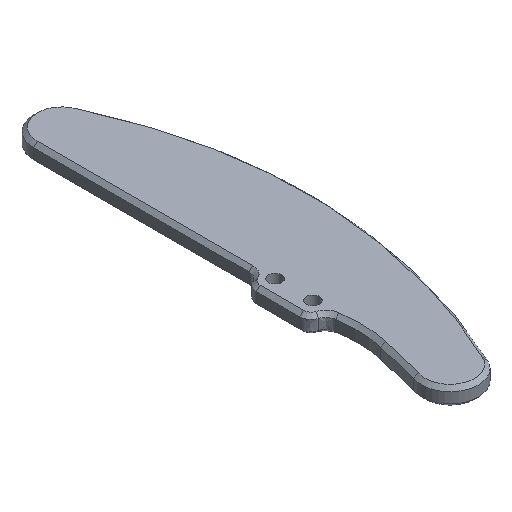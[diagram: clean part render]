
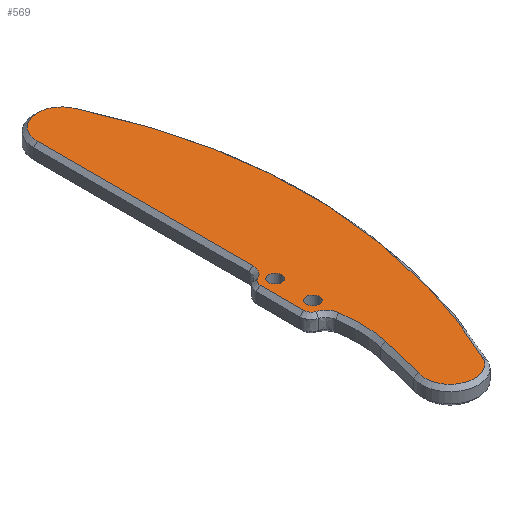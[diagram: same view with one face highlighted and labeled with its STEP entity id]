
A CAD part, isometric view. The second image highlights one B-rep face of the part: STEP entity #569.
In plain terms, the highlighted planar face has unit normal (0, 0, 1).
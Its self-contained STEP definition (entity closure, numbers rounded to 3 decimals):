
#15=FACE_BOUND('',#179,.T.);
#16=FACE_BOUND('',#180,.T.);
#31=PLANE('',#627);
#40=LINE('',#903,#78);
#45=LINE('',#921,#83);
#50=LINE('',#1065,#88);
#78=VECTOR('',#666,10.);
#83=VECTOR('',#685,10.);
#88=VECTOR('',#692,10.);
#141=FACE_OUTER_BOUND('',#178,.T.);
#178=EDGE_LOOP('',(#446,#447,#448,#449,#450,#451,#452,#453,#454,#455,#456));
#179=EDGE_LOOP('',(#457));
#180=EDGE_LOOP('',(#458));
#202=CIRCLE('',#604,6.5);
#205=CIRCLE('',#608,6.5);
#207=CIRCLE('',#612,4.);
#209=CIRCLE('',#615,2.);
#214=CIRCLE('',#628,1.75);
#215=CIRCLE('',#629,1.75);
#226=B_SPLINE_CURVE_WITH_KNOTS('',3,(#879,#880,#881,#882,#883,#884,#885,
#886,#887,#888,#889,#890,#891,#892),.UNSPECIFIED.,.F.,.F.,(4,1,1,1,1,1,
1,1,1,1,1,4),(-1.,-0.964,-0.929,-0.857,
-0.714,-0.571,-0.429,-0.286,
-0.143,-0.071,-0.036,0.),
 .UNSPECIFIED.);
#228=B_SPLINE_CURVE_WITH_KNOTS('',3,(#966,#967,#968,#969,#970,#971,#972,
#973),.UNSPECIFIED.,.F.,.F.,(4,2,2,4),(0.,0.117,0.234,
0.379),.UNSPECIFIED.);
#230=B_SPLINE_CURVE_WITH_KNOTS('',3,(#1002,#1003,#1004,#1005,#1006),
 .UNSPECIFIED.,.F.,.F.,(4,1,4),(0.,0.194,0.339),
 .UNSPECIFIED.);
#231=B_SPLINE_CURVE_WITH_KNOTS('',3,(#1046,#1047,#1048,#1049,#1050,#1051,
#1052,#1053,#1054),.UNSPECIFIED.,.F.,.F.,(4,1,1,1,1,1,4),(0.,
0.676,0.761,0.803,0.845,
1.014,1.183),.UNSPECIFIED.);
#248=VERTEX_POINT('',#781);
#249=VERTEX_POINT('',#792);
#252=VERTEX_POINT('',#871);
#254=VERTEX_POINT('',#896);
#256=VERTEX_POINT('',#901);
#258=VERTEX_POINT('',#908);
#260=VERTEX_POINT('',#914);
#262=VERTEX_POINT('',#919);
#264=VERTEX_POINT('',#964);
#266=VERTEX_POINT('',#1000);
#268=VERTEX_POINT('',#1044);
#276=VERTEX_POINT('',#1136);
#277=VERTEX_POINT('',#1138);
#296=EDGE_CURVE('',#248,#249,#202,.T.);
#301=EDGE_CURVE('',#252,#248,#226,.T.);
#304=EDGE_CURVE('',#254,#252,#205,.T.);
#306=EDGE_CURVE('',#256,#254,#40,.T.);
#310=EDGE_CURVE('',#258,#256,#207,.T.);
#313=EDGE_CURVE('',#260,#258,#209,.T.);
#315=EDGE_CURVE('',#262,#260,#45,.T.);
#319=EDGE_CURVE('',#264,#262,#228,.T.);
#322=EDGE_CURVE('',#266,#264,#230,.T.);
#324=EDGE_CURVE('',#268,#266,#231,.T.);
#326=EDGE_CURVE('',#249,#268,#50,.T.);
#341=EDGE_CURVE('',#276,#276,#214,.T.);
#342=EDGE_CURVE('',#277,#277,#215,.T.);
#446=ORIENTED_EDGE('',*,*,#296,.F.);
#447=ORIENTED_EDGE('',*,*,#301,.F.);
#448=ORIENTED_EDGE('',*,*,#304,.F.);
#449=ORIENTED_EDGE('',*,*,#306,.F.);
#450=ORIENTED_EDGE('',*,*,#310,.F.);
#451=ORIENTED_EDGE('',*,*,#313,.F.);
#452=ORIENTED_EDGE('',*,*,#315,.F.);
#453=ORIENTED_EDGE('',*,*,#319,.F.);
#454=ORIENTED_EDGE('',*,*,#322,.F.);
#455=ORIENTED_EDGE('',*,*,#324,.F.);
#456=ORIENTED_EDGE('',*,*,#326,.F.);
#457=ORIENTED_EDGE('',*,*,#341,.T.);
#458=ORIENTED_EDGE('',*,*,#342,.T.);
#569=ADVANCED_FACE('',(#141,#15,#16),#31,.T.);
#604=AXIS2_PLACEMENT_3D('',#793,#652,#653);
#608=AXIS2_PLACEMENT_3D('',#898,#661,#662);
#612=AXIS2_PLACEMENT_3D('',#910,#673,#674);
#615=AXIS2_PLACEMENT_3D('',#916,#680,#681);
#627=AXIS2_PLACEMENT_3D('',#1135,#720,#721);
#628=AXIS2_PLACEMENT_3D('',#1137,#722,#723);
#629=AXIS2_PLACEMENT_3D('',#1139,#724,#725);
#652=DIRECTION('center_axis',(0.,0.,
-1.));
#653=DIRECTION('ref_axis',(-1.,0.,0.));
#661=DIRECTION('center_axis',(0.,0.,
-1.));
#662=DIRECTION('ref_axis',(-1.,0.,0.));
#666=DIRECTION('',(0.,1.,0.));
#673=DIRECTION('center_axis',(0.,0.,
1.));
#674=DIRECTION('ref_axis',(0.707,-0.707,0.));
#680=DIRECTION('center_axis',(0.,0.,
-1.));
#681=DIRECTION('ref_axis',(-1.,0.,0.));
#685=DIRECTION('',(0.,1.,0.));
#692=DIRECTION('',(0.233,0.973,0.));
#720=DIRECTION('center_axis',(0.,0.,
1.));
#721=DIRECTION('ref_axis',(1.,0.,0.));
#722=DIRECTION('center_axis',(0.,0.,
-1.));
#723=DIRECTION('ref_axis',(-1.,0.,0.));
#724=DIRECTION('center_axis',(0.,0.,
-1.));
#725=DIRECTION('ref_axis',(-1.,0.,0.));
#781=CARTESIAN_POINT('',(119.339,-27.605,-29.778));
#792=CARTESIAN_POINT('',(107.345,-22.607,-29.778));
#793=CARTESIAN_POINT('Origin',(113.417,-24.926,-29.778));
#871=CARTESIAN_POINT('',(122.396,83.602,-29.778));
#879=CARTESIAN_POINT('Ctrl Pts',(122.396,83.602,-29.778));
#880=CARTESIAN_POINT('Ctrl Pts',(123.003,82.288,-29.778));
#881=CARTESIAN_POINT('Ctrl Pts',(124.158,79.678,-29.778));
#882=CARTESIAN_POINT('Ctrl Pts',(126.293,74.396,-29.778));
#883=CARTESIAN_POINT('Ctrl Pts',(129.539,65.056,-29.778));
#884=CARTESIAN_POINT('Ctrl Pts',(132.751,51.393,-29.778));
#885=CARTESIAN_POINT('Ctrl Pts',(134.141,34.575,-29.778));
#886=CARTESIAN_POINT('Ctrl Pts',(133.037,17.65,-29.778));
#887=CARTESIAN_POINT('Ctrl Pts',(129.947,1.423,-29.778));
#888=CARTESIAN_POINT('Ctrl Pts',(126.13,-11.204,-29.778));
#889=CARTESIAN_POINT('Ctrl Pts',(122.911,-19.559,-29.778));
#890=CARTESIAN_POINT('Ctrl Pts',(120.919,-24.202,-29.778));
#891=CARTESIAN_POINT('Ctrl Pts',(119.878,-26.471,-29.778));
#892=CARTESIAN_POINT('Ctrl Pts',(119.339,-27.605,-29.778));
#896=CARTESIAN_POINT('',(109.969,80.933,-29.778));
#898=CARTESIAN_POINT('Origin',(116.469,80.933,-29.778));
#901=CARTESIAN_POINT('',(109.969,23.864,-29.778));
#903=CARTESIAN_POINT('',(109.969,16.624,-29.778));
#908=CARTESIAN_POINT('',(107.592,20.208,-29.778));
#910=CARTESIAN_POINT('Origin',(105.969,23.864,-29.778));
#914=CARTESIAN_POINT('',(106.404,18.38,-29.778));
#916=CARTESIAN_POINT('Origin',(108.404,18.38,-29.778));
#919=CARTESIAN_POINT('',(106.404,6.851,-29.778));
#921=CARTESIAN_POINT('',(106.404,8.261,-29.778));
#964=CARTESIAN_POINT('',(107.793,4.947,-29.778));
#966=CARTESIAN_POINT('Ctrl Pts',(107.793,4.947,-29.778));
#967=CARTESIAN_POINT('Ctrl Pts',(107.545,5.026,-29.778));
#968=CARTESIAN_POINT('Ctrl Pts',(107.315,5.153,-29.778));
#969=CARTESIAN_POINT('Ctrl Pts',(106.916,5.489,-29.778));
#970=CARTESIAN_POINT('Ctrl Pts',(106.752,5.694,-29.778));
#971=CARTESIAN_POINT('Ctrl Pts',(106.482,6.209,-29.778));
#972=CARTESIAN_POINT('Ctrl Pts',(106.404,6.53,-29.778));
#973=CARTESIAN_POINT('Ctrl Pts',(106.404,6.851,-29.778));
#1000=CARTESIAN_POINT('',(110.535,1.675,-29.778));
#1002=CARTESIAN_POINT('Ctrl Pts',(110.535,1.675,-29.778));
#1003=CARTESIAN_POINT('Ctrl Pts',(110.419,2.527,-29.778));
#1004=CARTESIAN_POINT('Ctrl Pts',(109.724,3.938,-29.778));
#1005=CARTESIAN_POINT('Ctrl Pts',(108.407,4.75,-29.778));
#1006=CARTESIAN_POINT('Ctrl Pts',(107.793,4.947,-29.778));
#1044=CARTESIAN_POINT('',(110.103,-11.074,-29.778));
#1046=CARTESIAN_POINT('Ctrl Pts',(110.103,-11.074,-29.778));
#1047=CARTESIAN_POINT('Ctrl Pts',(110.643,-8.818,-29.778));
#1048=CARTESIAN_POINT('Ctrl Pts',(110.957,-6.385,-29.778));
#1049=CARTESIAN_POINT('Ctrl Pts',(110.953,-3.627,-29.778));
#1050=CARTESIAN_POINT('Ctrl Pts',(110.941,-3.04,-29.778));
#1051=CARTESIAN_POINT('Ctrl Pts',(110.911,-2.143,-29.778));
#1052=CARTESIAN_POINT('Ctrl Pts',(110.822,-0.81,-29.778));
#1053=CARTESIAN_POINT('Ctrl Pts',(110.688,0.545,-29.778));
#1054=CARTESIAN_POINT('Ctrl Pts',(110.535,1.675,-29.778));
#1065=CARTESIAN_POINT('',(108.503,-17.763,-29.778));
#1135=CARTESIAN_POINT('Origin',(3.596,12.384,-29.778));
#1136=CARTESIAN_POINT('',(111.654,7.893,-29.778));
#1137=CARTESIAN_POINT('Origin',(109.904,7.893,-29.778));
#1138=CARTESIAN_POINT('',(111.654,17.893,-29.778));
#1139=CARTESIAN_POINT('Origin',(109.904,17.893,-29.778));
